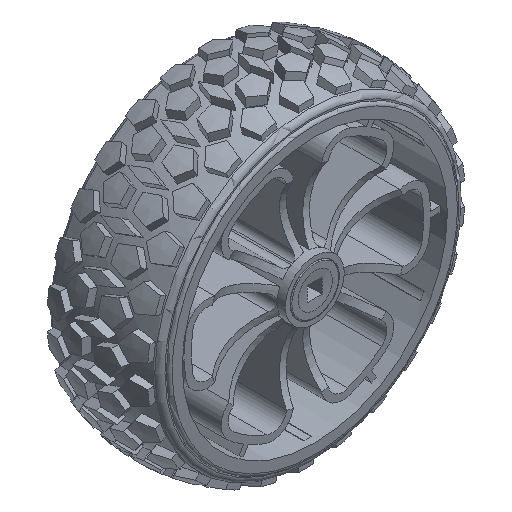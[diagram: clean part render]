
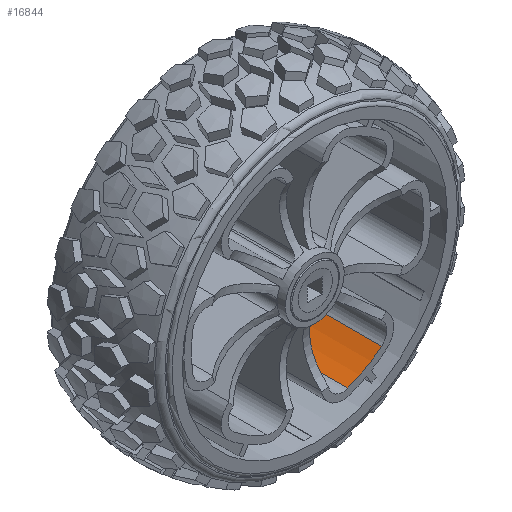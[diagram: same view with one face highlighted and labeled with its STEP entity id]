
A CAD part, isometric view. The second image highlights one B-rep face of the part: STEP entity #16844.
In plain terms, the highlighted cylindrical face has radius 25.082 mm (diameter 50.165 mm), a partial arc.
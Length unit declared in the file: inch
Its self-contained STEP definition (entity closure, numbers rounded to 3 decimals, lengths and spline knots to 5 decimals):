
#349=LINE('',#24921,#1254);
#350=LINE('',#24924,#1255);
#1254=VECTOR('',#20118,0.3937);
#1255=VECTOR('',#20121,0.9375);
#2053=CYLINDRICAL_SURFACE('',#18101,0.9875);
#2378=CIRCLE('',#17945,0.9875);
#2476=CIRCLE('',#18102,0.9875);
#3161=FACE_OUTER_BOUND('',#4177,.T.);
#4177=EDGE_LOOP('',(#11115,#11116,#11117,#11118));
#6318=VERTEX_POINT('',#24513);
#6319=VERTEX_POINT('',#24515);
#6445=VERTEX_POINT('',#24914);
#6448=VERTEX_POINT('',#24923);
#8119=EDGE_CURVE('',#6319,#6318,#2378,.T.);
#8307=EDGE_CURVE('',#6319,#6445,#349,.T.);
#8308=EDGE_CURVE('',#6318,#6448,#350,.T.);
#8309=EDGE_CURVE('',#6445,#6448,#2476,.T.);
#11115=ORIENTED_EDGE('',*,*,#8119,.T.);
#11116=ORIENTED_EDGE('',*,*,#8308,.T.);
#11117=ORIENTED_EDGE('',*,*,#8309,.F.);
#11118=ORIENTED_EDGE('',*,*,#8307,.F.);
#16844=ADVANCED_FACE('',(#3161),#2053,.F.);
#17945=AXIS2_PLACEMENT_3D('',#24516,#19724,#19725);
#18101=AXIS2_PLACEMENT_3D('',#24922,#20119,#20120);
#18102=AXIS2_PLACEMENT_3D('',#24925,#20122,#20123);
#19724=DIRECTION('center_axis',(0.,-1.,0.));
#19725=DIRECTION('ref_axis',(0.,0.,-1.));
#20118=DIRECTION('',(0.,1.,0.));
#20119=DIRECTION('center_axis',(0.,-1.,0.));
#20120=DIRECTION('ref_axis',(0.,0.,-1.));
#20121=DIRECTION('',(0.,1.,0.));
#20122=DIRECTION('center_axis',(0.,-1.,0.));
#20123=DIRECTION('ref_axis',(0.,0.,-1.));
#24513=CARTESIAN_POINT('',(0.62949,-0.4375,-0.76086));
#24515=CARTESIAN_POINT('',(0.34417,-0.4375,-0.92558));
#24516=CARTESIAN_POINT('Origin',(0.,-0.4375,0.));
#24914=CARTESIAN_POINT('',(0.34418,0.5,-0.92558));
#24921=CARTESIAN_POINT('',(0.34417,-0.4375,-0.92558));
#24922=CARTESIAN_POINT('Origin',(0.,0.5,0.));
#24923=CARTESIAN_POINT('',(0.62949,0.5,-0.76086));
#24924=CARTESIAN_POINT('',(0.62949,-0.4375,-0.76086));
#24925=CARTESIAN_POINT('Origin',(0.,0.5,0.));
